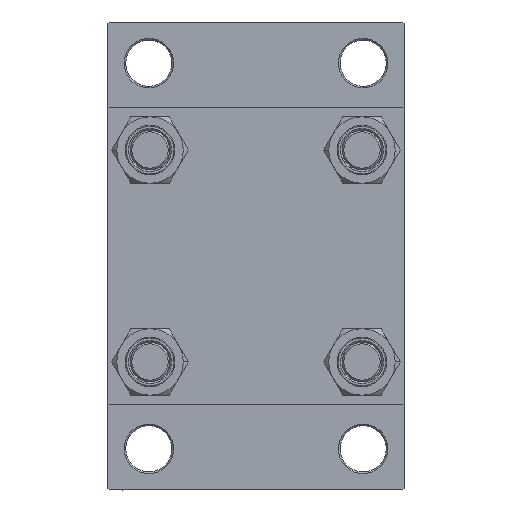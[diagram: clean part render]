
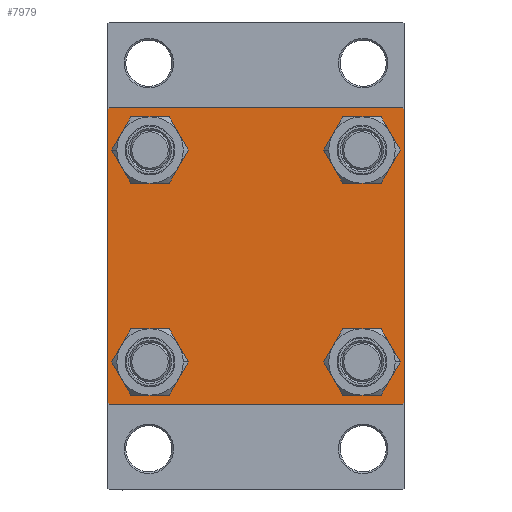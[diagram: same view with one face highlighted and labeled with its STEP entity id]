
A CAD part, left-side view. The second image highlights one B-rep face of the part: STEP entity #7979.
In plain terms, the highlighted planar face has unit normal (-1, 0, 0).
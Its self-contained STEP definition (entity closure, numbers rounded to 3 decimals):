
#311 = EDGE_LOOP ( 'NONE', ( #28055, #38352 ) ) ;
#1341 = DIRECTION ( 'NONE',  ( 1., 0., 0. ) ) ;
#1453 = EDGE_CURVE ( 'NONE', #18086, #25845, #32986, .T. ) ;
#1475 = CARTESIAN_POINT ( 'NONE',  ( 0., 44.75, -44.75 ) ) ;
#1482 = CARTESIAN_POINT ( 'NONE',  ( 0., 32.15, 32.15 ) ) ;
#1590 = AXIS2_PLACEMENT_3D ( 'NONE', #15072, #1341, #30607 ) ;
#2053 = EDGE_CURVE ( 'NONE', #17092, #15019, #10567, .T. ) ;
#2064 = CIRCLE ( 'NONE', #20437, 6.5 ) ;
#2403 = LINE ( 'NONE', #31207, #4938 ) ;
#2527 = FACE_OUTER_BOUND ( 'NONE', #34472, .T. ) ;
#2747 = CARTESIAN_POINT ( 'NONE',  ( 0., -32.15, -38.65 ) ) ;
#2757 = EDGE_LOOP ( 'NONE', ( #6762, #31894 ) ) ;
#3825 = AXIS2_PLACEMENT_3D ( 'NONE', #38565, #5723, #5239 ) ;
#3850 = ORIENTED_EDGE ( 'NONE', *, *, #4334, .F. ) ;
#4291 = ORIENTED_EDGE ( 'NONE', *, *, #34887, .T. ) ;
#4334 = EDGE_CURVE ( 'NONE', #13572, #42173, #16072, .T. ) ;
#4938 = VECTOR ( 'NONE', #16592, 1000. ) ;
#4961 = FACE_BOUND ( 'NONE', #311, .T. ) ;
#5190 = DIRECTION ( 'NONE',  ( 1., 0., 0. ) ) ;
#5239 = DIRECTION ( 'NONE',  ( 0., 0., 1. ) ) ;
#5516 = EDGE_CURVE ( 'NONE', #13572, #41174, #5768, .T. ) ;
#5723 = DIRECTION ( 'NONE',  ( 1., 0., 0. ) ) ;
#5768 = LINE ( 'NONE', #9375, #12336 ) ;
#6096 = ORIENTED_EDGE ( 'NONE', *, *, #2053, .T. ) ;
#6102 = EDGE_CURVE ( 'NONE', #26656, #41174, #29442, .T. ) ;
#6135 = FACE_BOUND ( 'NONE', #43988, .T. ) ;
#6341 = ORIENTED_EDGE ( 'NONE', *, *, #45996, .T. ) ;
#6423 = CARTESIAN_POINT ( 'NONE',  ( 0., 45., 45. ) ) ;
#6762 = ORIENTED_EDGE ( 'NONE', *, *, #32712, .T. ) ;
#6901 = DIRECTION ( 'NONE',  ( 0., -1., 0. ) ) ;
#6986 = EDGE_CURVE ( 'NONE', #31221, #32840, #45263, .T. ) ;
#7625 = VECTOR ( 'NONE', #34249, 1000. ) ;
#7979 = ADVANCED_FACE ( 'NONE', ( #4961, #6135, #34678, #27722, #2527 ), #24368, .T. ) ;
#8208 = CARTESIAN_POINT ( 'NONE',  ( 0., 44.75, 44.75 ) ) ;
#8589 = CARTESIAN_POINT ( 'NONE',  ( 0., -32.15, -32.15 ) ) ;
#8679 = DIRECTION ( 'NONE',  ( 0., 0.707, -0.707 ) ) ;
#8681 = AXIS2_PLACEMENT_3D ( 'NONE', #11651, #26273, #40882 ) ;
#9375 = CARTESIAN_POINT ( 'NONE',  ( 0., -44.75, 44.75 ) ) ;
#9982 = VERTEX_POINT ( 'NONE', #21129 ) ;
#10115 = CARTESIAN_POINT ( 'NONE',  ( 0., 45., -44.5 ) ) ;
#10139 = ORIENTED_EDGE ( 'NONE', *, *, #6102, .F. ) ;
#10206 = DIRECTION ( 'NONE',  ( 1., 0., 0. ) ) ;
#10567 = LINE ( 'NONE', #35958, #23772 ) ;
#11651 = CARTESIAN_POINT ( 'NONE',  ( 0., -32.15, 32.15 ) ) ;
#11869 = ORIENTED_EDGE ( 'NONE', *, *, #17299, .T. ) ;
#12336 = VECTOR ( 'NONE', #13211, 1000. ) ;
#12550 = VERTEX_POINT ( 'NONE', #27436 ) ;
#12722 = ORIENTED_EDGE ( 'NONE', *, *, #1453, .T. ) ;
#12941 = VERTEX_POINT ( 'NONE', #10115 ) ;
#13066 = ORIENTED_EDGE ( 'NONE', *, *, #43249, .T. ) ;
#13157 = AXIS2_PLACEMENT_3D ( 'NONE', #46398, #34918, #35627 ) ;
#13211 = DIRECTION ( 'NONE',  ( 0., 0.707, 0.707 ) ) ;
#13572 = VERTEX_POINT ( 'NONE', #23240 ) ;
#14213 = ORIENTED_EDGE ( 'NONE', *, *, #18444, .T. ) ;
#14371 = CARTESIAN_POINT ( 'NONE',  ( 0., -32.15, 38.65 ) ) ;
#15019 = VERTEX_POINT ( 'NONE', #26488 ) ;
#15072 = CARTESIAN_POINT ( 'NONE',  ( 0., -32.15, 32.15 ) ) ;
#15217 = ORIENTED_EDGE ( 'NONE', *, *, #28209, .T. ) ;
#15414 = LINE ( 'NONE', #8208, #30104 ) ;
#15732 = DIRECTION ( 'NONE',  ( 0., 0., 1. ) ) ;
#16072 = LINE ( 'NONE', #34757, #36767 ) ;
#16592 = DIRECTION ( 'NONE',  ( 0., 0., -1. ) ) ;
#16746 = LINE ( 'NONE', #19640, #7625 ) ;
#17092 = VERTEX_POINT ( 'NONE', #22915 ) ;
#17299 = EDGE_CURVE ( 'NONE', #12941, #17092, #22862, .T. ) ;
#18086 = VERTEX_POINT ( 'NONE', #45705 ) ;
#18444 = EDGE_CURVE ( 'NONE', #25845, #18086, #29454, .T. ) ;
#19252 = EDGE_CURVE ( 'NONE', #9982, #39495, #24856, .T. ) ;
#19374 = DIRECTION ( 'NONE',  ( 0., 0., 1. ) ) ;
#19640 = CARTESIAN_POINT ( 'NONE',  ( 0., -44.75, -44.75 ) ) ;
#20437 = AXIS2_PLACEMENT_3D ( 'NONE', #29875, #26738, #15732 ) ;
#20921 = CARTESIAN_POINT ( 'NONE',  ( 0., 32.15, 25.65 ) ) ;
#21129 = CARTESIAN_POINT ( 'NONE',  ( 0., -32.15, -25.65 ) ) ;
#21151 = CARTESIAN_POINT ( 'NONE',  ( 0., 32.15, -25.65 ) ) ;
#22131 = CARTESIAN_POINT ( 'NONE',  ( 0., -45., -44.5 ) ) ;
#22862 = LINE ( 'NONE', #1475, #23288 ) ;
#22915 = CARTESIAN_POINT ( 'NONE',  ( 0., 44.5, -45. ) ) ;
#23240 = CARTESIAN_POINT ( 'NONE',  ( 0., -45., 44.5 ) ) ;
#23288 = VECTOR ( 'NONE', #33644, 1000. ) ;
#23772 = VECTOR ( 'NONE', #36198, 1000. ) ;
#24109 = EDGE_CURVE ( 'NONE', #12550, #33332, #2064, .T. ) ;
#24368 = PLANE ( 'NONE',  #13157 ) ;
#24767 = CARTESIAN_POINT ( 'NONE',  ( 0., 44.5, 45. ) ) ;
#24856 = CIRCLE ( 'NONE', #47044, 6.5 ) ;
#25845 = VERTEX_POINT ( 'NONE', #20921 ) ;
#26273 = DIRECTION ( 'NONE',  ( 1., 0., 0. ) ) ;
#26488 = CARTESIAN_POINT ( 'NONE',  ( 0., -44.5, -45. ) ) ;
#26536 = CARTESIAN_POINT ( 'NONE',  ( 0., -32.15, 25.65 ) ) ;
#26656 = VERTEX_POINT ( 'NONE', #24767 ) ;
#26738 = DIRECTION ( 'NONE',  ( 1., 0., 0. ) ) ;
#27024 = CARTESIAN_POINT ( 'NONE',  ( 0., -32.15, -32.15 ) ) ;
#27237 = ORIENTED_EDGE ( 'NONE', *, *, #5516, .T. ) ;
#27436 = CARTESIAN_POINT ( 'NONE',  ( 0., 32.15, -38.65 ) ) ;
#27722 = FACE_BOUND ( 'NONE', #31625, .T. ) ;
#28055 = ORIENTED_EDGE ( 'NONE', *, *, #44390, .T. ) ;
#28209 = EDGE_CURVE ( 'NONE', #15019, #42173, #16746, .T. ) ;
#29442 = LINE ( 'NONE', #6423, #36046 ) ;
#29454 = CIRCLE ( 'NONE', #35559, 6.5 ) ;
#29875 = CARTESIAN_POINT ( 'NONE',  ( 0., 32.15, -32.15 ) ) ;
#30104 = VECTOR ( 'NONE', #8679, 1000. ) ;
#30518 = DIRECTION ( 'NONE',  ( 0., 0., 1. ) ) ;
#30607 = DIRECTION ( 'NONE',  ( 0., 0., 1. ) ) ;
#30686 = DIRECTION ( 'NONE',  ( 0., 0., -1. ) ) ;
#31207 = CARTESIAN_POINT ( 'NONE',  ( 0., 45., 45. ) ) ;
#31221 = VERTEX_POINT ( 'NONE', #26536 ) ;
#31625 = EDGE_LOOP ( 'NONE', ( #12722, #14213 ) ) ;
#31894 = ORIENTED_EDGE ( 'NONE', *, *, #24109, .T. ) ;
#32712 = EDGE_CURVE ( 'NONE', #33332, #12550, #43653, .T. ) ;
#32840 = VERTEX_POINT ( 'NONE', #14371 ) ;
#32865 = CARTESIAN_POINT ( 'NONE',  ( 0., -44.5, 45. ) ) ;
#32986 = CIRCLE ( 'NONE', #45949, 6.5 ) ;
#33332 = VERTEX_POINT ( 'NONE', #21151 ) ;
#33644 = DIRECTION ( 'NONE',  ( 0., -0.707, -0.707 ) ) ;
#34249 = DIRECTION ( 'NONE',  ( 0., -0.707, 0.707 ) ) ;
#34472 = EDGE_LOOP ( 'NONE', ( #4291, #11869, #6096, #15217, #3850, #27237, #10139, #13066 ) ) ;
#34678 = FACE_BOUND ( 'NONE', #2757, .T. ) ;
#34757 = CARTESIAN_POINT ( 'NONE',  ( 0., -45., 45. ) ) ;
#34887 = EDGE_CURVE ( 'NONE', #37366, #12941, #2403, .T. ) ;
#34918 = DIRECTION ( 'NONE',  ( -1., 0., 0. ) ) ;
#35559 = AXIS2_PLACEMENT_3D ( 'NONE', #1482, #38178, #30518 ) ;
#35627 = DIRECTION ( 'NONE',  ( 0., 0., 1. ) ) ;
#35958 = CARTESIAN_POINT ( 'NONE',  ( 0., 45., -45. ) ) ;
#36046 = VECTOR ( 'NONE', #6901, 1000. ) ;
#36074 = CARTESIAN_POINT ( 'NONE',  ( 0., 32.15, 32.15 ) ) ;
#36198 = DIRECTION ( 'NONE',  ( 0., -1., 0. ) ) ;
#36767 = VECTOR ( 'NONE', #30686, 1000. ) ;
#37046 = AXIS2_PLACEMENT_3D ( 'NONE', #8589, #45004, #41414 ) ;
#37366 = VERTEX_POINT ( 'NONE', #40889 ) ;
#38178 = DIRECTION ( 'NONE',  ( 1., 0., 0. ) ) ;
#38352 = ORIENTED_EDGE ( 'NONE', *, *, #6986, .T. ) ;
#38542 = CIRCLE ( 'NONE', #8681, 6.5 ) ;
#38565 = CARTESIAN_POINT ( 'NONE',  ( 0., 32.15, -32.15 ) ) ;
#39495 = VERTEX_POINT ( 'NONE', #2747 ) ;
#40882 = DIRECTION ( 'NONE',  ( 0., 0., 1. ) ) ;
#40889 = CARTESIAN_POINT ( 'NONE',  ( 0., 45., 44.5 ) ) ;
#41174 = VERTEX_POINT ( 'NONE', #32865 ) ;
#41414 = DIRECTION ( 'NONE',  ( 0., 0., 1. ) ) ;
#42173 = VERTEX_POINT ( 'NONE', #22131 ) ;
#43249 = EDGE_CURVE ( 'NONE', #26656, #37366, #15414, .T. ) ;
#43653 = CIRCLE ( 'NONE', #3825, 6.5 ) ;
#43670 = ORIENTED_EDGE ( 'NONE', *, *, #19252, .T. ) ;
#43960 = CIRCLE ( 'NONE', #37046, 6.5 ) ;
#43988 = EDGE_LOOP ( 'NONE', ( #43670, #6341 ) ) ;
#44390 = EDGE_CURVE ( 'NONE', #32840, #31221, #38542, .T. ) ;
#45004 = DIRECTION ( 'NONE',  ( 1., 0., 0. ) ) ;
#45263 = CIRCLE ( 'NONE', #1590, 6.5 ) ;
#45705 = CARTESIAN_POINT ( 'NONE',  ( 0., 32.15, 38.65 ) ) ;
#45949 = AXIS2_PLACEMENT_3D ( 'NONE', #36074, #10206, #47090 ) ;
#45996 = EDGE_CURVE ( 'NONE', #39495, #9982, #43960, .T. ) ;
#46398 = CARTESIAN_POINT ( 'NONE',  ( 0., 0., 0. ) ) ;
#47044 = AXIS2_PLACEMENT_3D ( 'NONE', #27024, #5190, #19374 ) ;
#47090 = DIRECTION ( 'NONE',  ( 0., 0., 1. ) ) ;
